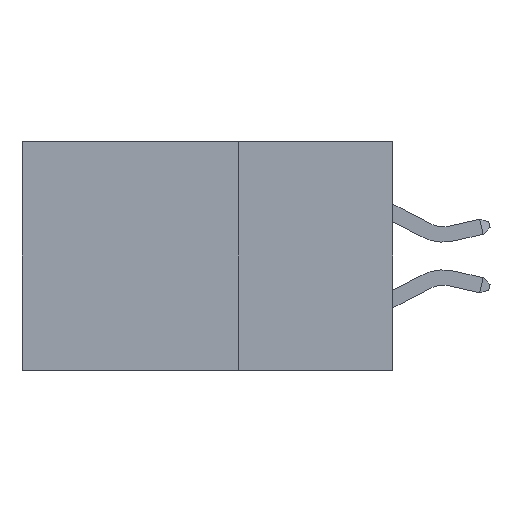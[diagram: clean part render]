
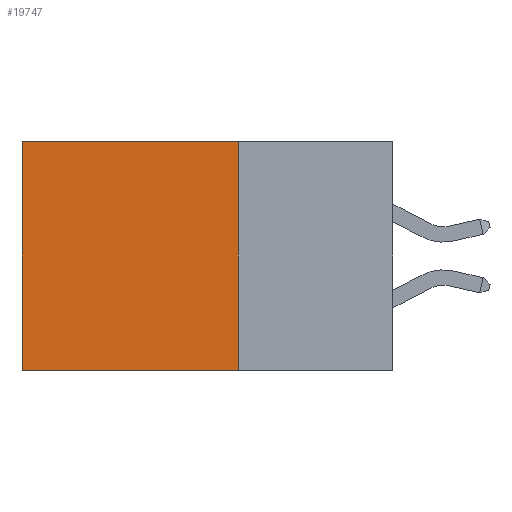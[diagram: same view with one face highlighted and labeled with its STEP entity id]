
A CAD part, left-side view. The second image highlights one B-rep face of the part: STEP entity #19747.
In plain terms, the highlighted planar face has unit normal (-1, 0, 0).
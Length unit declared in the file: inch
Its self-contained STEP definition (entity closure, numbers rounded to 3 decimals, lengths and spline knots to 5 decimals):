
#73 = DIRECTION ( 'NONE',  ( 0., 1., 0. ) ) ;
#1353 = VERTEX_POINT ( 'NONE', #7407 ) ;
#1454 = DIRECTION ( 'NONE',  ( 0., 0., -1. ) ) ;
#2474 = CARTESIAN_POINT ( 'NONE',  ( 0.2875, 0.25, 0. ) ) ;
#3035 = LINE ( 'NONE', #13374, #16004 ) ;
#3658 = DIRECTION ( 'NONE',  ( 0., 0., -1. ) ) ;
#3672 = VECTOR ( 'NONE', #3658, 39.37008 ) ;
#5142 = EDGE_LOOP ( 'NONE', ( #19071, #5521, #23001, #14718 ) ) ;
#5313 = CARTESIAN_POINT ( 'NONE',  ( 0.2875, 0.6, 0. ) ) ;
#5521 = ORIENTED_EDGE ( 'NONE', *, *, #11669, .F. ) ;
#5582 = CARTESIAN_POINT ( 'NONE',  ( 0.2875, 0.6, -0.37 ) ) ;
#7407 = CARTESIAN_POINT ( 'NONE',  ( 0.2875, 0.25, -0.37 ) ) ;
#10093 = VECTOR ( 'NONE', #18809, 39.37008 ) ;
#10175 = FACE_OUTER_BOUND ( 'NONE', #5142, .T. ) ;
#10401 = DIRECTION ( 'NONE',  ( 1., 0., 0. ) ) ;
#10507 = VERTEX_POINT ( 'NONE', #5582 ) ;
#11236 = LINE ( 'NONE', #5313, #3672 ) ;
#11669 = EDGE_CURVE ( 'NONE', #1353, #10507, #3035, .T. ) ;
#12227 = PLANE ( 'NONE',  #18822 ) ;
#12383 = CARTESIAN_POINT ( 'NONE',  ( 0.2875, 0.25, 0. ) ) ;
#13374 = CARTESIAN_POINT ( 'NONE',  ( 0.2875, 0.25, -0.37 ) ) ;
#14718 = ORIENTED_EDGE ( 'NONE', *, *, #22375, .T. ) ;
#14901 = LINE ( 'NONE', #20405, #10093 ) ;
#15112 = CARTESIAN_POINT ( 'NONE',  ( 0.2875, 0.25, 0. ) ) ;
#16004 = VECTOR ( 'NONE', #73, 39.37008 ) ;
#17405 = VERTEX_POINT ( 'NONE', #22647 ) ;
#18555 = VECTOR ( 'NONE', #22294, 39.37008 ) ;
#18765 = VERTEX_POINT ( 'NONE', #15112 ) ;
#18809 = DIRECTION ( 'NONE',  ( 0., 0., -1. ) ) ;
#18822 = AXIS2_PLACEMENT_3D ( 'NONE', #12383, #10401, #1454 ) ;
#19071 = ORIENTED_EDGE ( 'NONE', *, *, #22103, .T. ) ;
#19125 = LINE ( 'NONE', #2474, #18555 ) ;
#19747 = ADVANCED_FACE ( 'NONE', ( #10175 ), #12227, .F. ) ;
#20405 = CARTESIAN_POINT ( 'NONE',  ( 0.2875, 0.25, 0. ) ) ;
#22103 = EDGE_CURVE ( 'NONE', #17405, #10507, #11236, .T. ) ;
#22294 = DIRECTION ( 'NONE',  ( 0., 1., 0. ) ) ;
#22348 = EDGE_CURVE ( 'NONE', #18765, #1353, #14901, .T. ) ;
#22375 = EDGE_CURVE ( 'NONE', #18765, #17405, #19125, .T. ) ;
#22647 = CARTESIAN_POINT ( 'NONE',  ( 0.2875, 0.6, 0. ) ) ;
#23001 = ORIENTED_EDGE ( 'NONE', *, *, #22348, .F. ) ;
